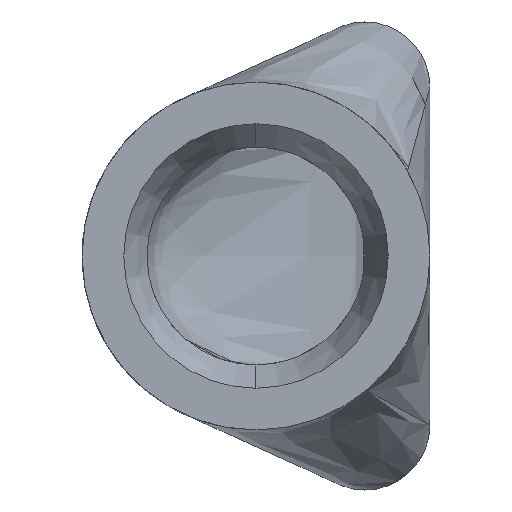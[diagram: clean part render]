
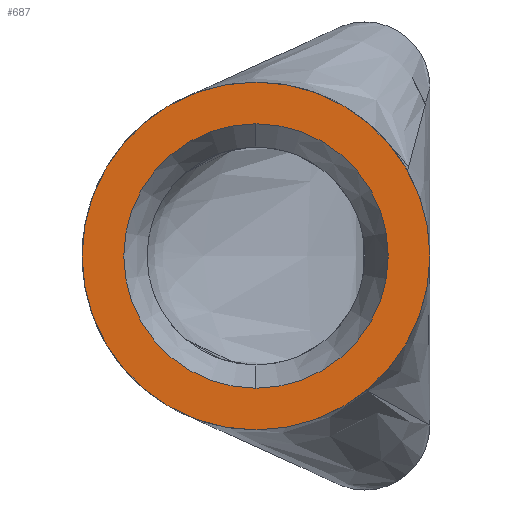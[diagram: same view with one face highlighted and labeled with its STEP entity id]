
A CAD part, left-side view. The second image highlights one B-rep face of the part: STEP entity #687.
In plain terms, the highlighted planar face has unit normal (-1, 0, 0).
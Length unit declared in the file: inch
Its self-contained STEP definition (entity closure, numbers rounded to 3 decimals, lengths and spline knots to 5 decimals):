
#5 = DIRECTION ( 'NONE',  ( 0., 0., 1. ) ) ;
#25 = CARTESIAN_POINT ( 'NONE',  ( 0., 0.3135, 0.23847 ) ) ;
#52 = AXIS2_PLACEMENT_3D ( 'NONE', #958, #940, #792 ) ;
#64 = DIRECTION ( 'NONE',  ( 0., 0., 1. ) ) ;
#95 = AXIS2_PLACEMENT_3D ( 'NONE', #665, #330, #5 ) ;
#105 = CARTESIAN_POINT ( 'NONE',  ( 0., 0.3135, -0.23847 ) ) ;
#168 = CIRCLE ( 'NONE', #95, 0.23847 ) ;
#185 = CIRCLE ( 'NONE', #875, 0.3135 ) ;
#197 = CARTESIAN_POINT ( 'NONE',  ( 0., 0.3135, 0. ) ) ;
#211 = EDGE_CURVE ( 'NONE', #1046, #982, #1088, .T. ) ;
#330 = DIRECTION ( 'NONE',  ( 1., 0., 0. ) ) ;
#352 = EDGE_LOOP ( 'NONE', ( #809, #655 ) ) ;
#364 = FACE_OUTER_BOUND ( 'NONE', #352, .T. ) ;
#390 = AXIS2_PLACEMENT_3D ( 'NONE', #197, #879, #710 ) ;
#435 = CARTESIAN_POINT ( 'NONE',  ( 0., 0.3135, 0.3135 ) ) ;
#466 = ORIENTED_EDGE ( 'NONE', *, *, #524, .T. ) ;
#491 = DIRECTION ( 'NONE',  ( -1., 0., 0. ) ) ;
#504 = EDGE_LOOP ( 'NONE', ( #783, #466 ) ) ;
#511 = CARTESIAN_POINT ( 'NONE',  ( 0., 0.3135, 0. ) ) ;
#518 = CARTESIAN_POINT ( 'NONE',  ( 0., 0.3135, 0. ) ) ;
#524 = EDGE_CURVE ( 'NONE', #982, #1046, #168, .T. ) ;
#624 = CARTESIAN_POINT ( 'NONE',  ( 0., 0.3135, -0.3135 ) ) ;
#628 = CIRCLE ( 'NONE', #390, 0.3135 ) ;
#655 = ORIENTED_EDGE ( 'NONE', *, *, #669, .T. ) ;
#665 = CARTESIAN_POINT ( 'NONE',  ( 0., 0.3135, 0. ) ) ;
#669 = EDGE_CURVE ( 'NONE', #954, #900, #185, .T. ) ;
#687 = ADVANCED_FACE ( 'NONE', ( #1083, #364 ), #953, .T. ) ;
#705 = EDGE_CURVE ( 'NONE', #900, #954, #628, .T. ) ;
#710 = DIRECTION ( 'NONE',  ( 0., 0., 1. ) ) ;
#753 = AXIS2_PLACEMENT_3D ( 'NONE', #511, #847, #1019 ) ;
#783 = ORIENTED_EDGE ( 'NONE', *, *, #211, .T. ) ;
#792 = DIRECTION ( 'NONE',  ( 0., 0., 1. ) ) ;
#809 = ORIENTED_EDGE ( 'NONE', *, *, #705, .T. ) ;
#847 = DIRECTION ( 'NONE',  ( 1., 0., 0. ) ) ;
#875 = AXIS2_PLACEMENT_3D ( 'NONE', #518, #491, #64 ) ;
#879 = DIRECTION ( 'NONE',  ( -1., 0., 0. ) ) ;
#900 = VERTEX_POINT ( 'NONE', #435 ) ;
#940 = DIRECTION ( 'NONE',  ( -1., 0., 0. ) ) ;
#953 = PLANE ( 'NONE',  #52 ) ;
#954 = VERTEX_POINT ( 'NONE', #624 ) ;
#958 = CARTESIAN_POINT ( 'NONE',  ( 0., 0., 0. ) ) ;
#982 = VERTEX_POINT ( 'NONE', #105 ) ;
#1019 = DIRECTION ( 'NONE',  ( 0., 0., 1. ) ) ;
#1046 = VERTEX_POINT ( 'NONE', #25 ) ;
#1083 = FACE_BOUND ( 'NONE', #504, .T. ) ;
#1088 = CIRCLE ( 'NONE', #753, 0.23847 ) ;
